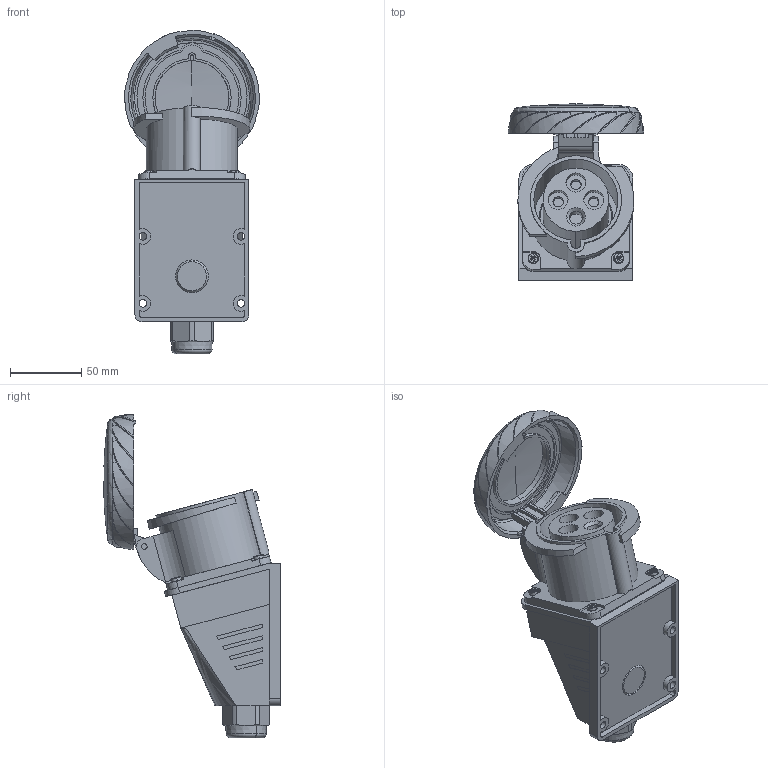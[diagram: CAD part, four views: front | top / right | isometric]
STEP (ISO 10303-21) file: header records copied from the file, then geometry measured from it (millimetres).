
FILE_DESCRIPTION((''),'2;1');
FILE_NAME('PKF32W734_3D-SIMPLIFIED_ASM','2023-03-07T07:50:54',('melanie.cordero'),(''),'CREO PARAMETRIC BY PTC INC, 2018260','CREO PARAMETRIC BY PTC INC, 2018260','');
FILE_SCHEMA(('CONFIG_CONTROL_DESIGN'));
Length unit declared in the file: millimetre
Products named in the file (9): PRT01; PRT02; PRT03; PRT04; PRT05; PRT06; PRT07; PRT08; PKF32W734_3D-SIMPLIFIED_ASM
Assembly tree (11 placements, depth 2):
  PKF32W734_3D-SIMPLIFIED_ASM
    PRT01
    PRT02
    PRT03
    PRT04  x4
    PRT05
    PRT06
    PRT07
    PRT08
Bounding box: 94.93 x 124.07 x 227.34 mm (x, y, z)
Volume: 326255.9 mm3; surface area: 153662.3 mm2
Topology: 11 solids, 11 shells, 733 faces, 2079 edges, 1385 vertices
Faces by surface type: plane 367, cylinder 194, bspline 78, cone 50, torus 32, sphere 10, extrusion 2
Entity records: 25076 total; most frequent: CARTESIAN_POINT 9725, ORIENTED_EDGE 3306, DIRECTION 3051, EDGE_CURVE 1653, AXIS2_PLACEMENT_3D 1144, VERTEX_POINT 1106, VECTOR 763, LINE 761
